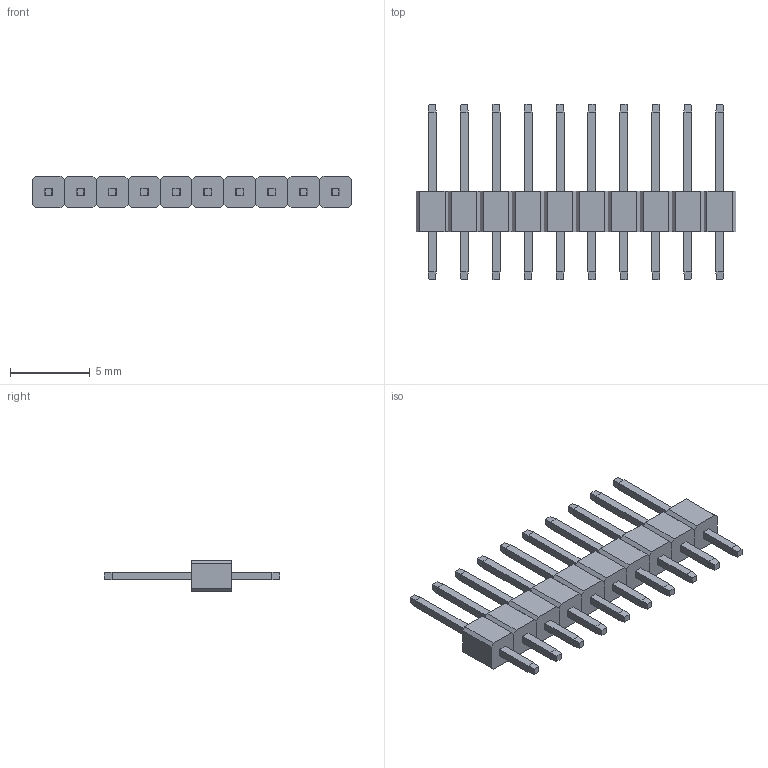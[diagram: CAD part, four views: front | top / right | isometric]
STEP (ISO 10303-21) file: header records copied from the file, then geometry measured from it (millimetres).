
FILE_DESCRIPTION (( 'STEP AP214' ), '1' );
FILE_NAME ('2mm.STEP', '2013-12-23T07:54:47', ( 'BT_YANFB_XUJUNRAN' ), ( '' ), 'SwSTEP 2.0', 'SolidWorks 2010', '' );
FILE_SCHEMA (( 'AUTOMOTIVE_DESIGN' ));
Length unit declared in the file: millimetre
Products named in the file (3): 2mm; 錨璃12
Assembly tree (20 placements, depth 2):
  2mm
    錨璃12  x10
    2mm  x10
Bounding box: 20 x 10.99 x 2 mm (x, y, z)
Volume: 120.2 mm3; surface area: 536.6 mm2
Topology: 20 solids, 20 shells, 280 faces, 640 edges, 400 vertices
Faces by surface type: plane 280
Entity records: 1022 total; most frequent: DIRECTION 166, CARTESIAN_POINT 155, ORIENTED_EDGE 128, VECTOR 64, LINE 64, EDGE_CURVE 64, AXIS2_PLACEMENT_3D 51, VERTEX_POINT 40
